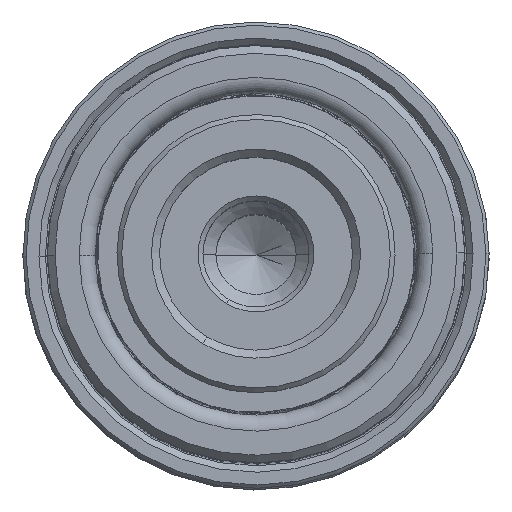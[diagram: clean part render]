
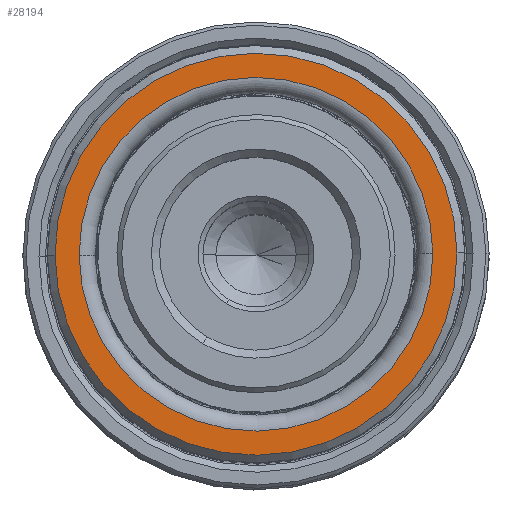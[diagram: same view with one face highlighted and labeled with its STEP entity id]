
A CAD part, top view. The second image highlights one B-rep face of the part: STEP entity #28194.
In plain terms, the highlighted planar face has unit normal (0, 0, 1).
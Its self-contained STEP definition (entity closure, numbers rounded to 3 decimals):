
#2416 = CARTESIAN_POINT ( 'NONE',  ( 11., 0., 35. ) ) ;
#2714 = AXIS2_PLACEMENT_3D ( 'NONE', #9738, #27406, #12262 ) ;
#2758 = VERTEX_POINT ( 'NONE', #22901 ) ;
#2966 = EDGE_LOOP ( 'NONE', ( #16044, #31036 ) ) ;
#3519 = AXIS2_PLACEMENT_3D ( 'NONE', #4357, #22051, #6938 ) ;
#3808 = CARTESIAN_POINT ( 'NONE',  ( 0., 0., 35. ) ) ;
#4357 = CARTESIAN_POINT ( 'NONE',  ( 0., 0., 35. ) ) ;
#5097 = CARTESIAN_POINT ( 'NONE',  ( 12.5, 0., 35. ) ) ;
#6938 = DIRECTION ( 'NONE',  ( 1., 0., 0. ) ) ;
#9738 = CARTESIAN_POINT ( 'NONE',  ( 0., 0., 35. ) ) ;
#10690 = FACE_BOUND ( 'NONE', #2966, .T. ) ;
#10911 = EDGE_CURVE ( 'NONE', #16261, #19046, #16621, .T. ) ;
#11480 = DIRECTION ( 'NONE',  ( 1., 0., 0. ) ) ;
#12262 = DIRECTION ( 'NONE',  ( 1., 0., 0. ) ) ;
#12808 = ORIENTED_EDGE ( 'NONE', *, *, #10911, .T. ) ;
#14448 = CARTESIAN_POINT ( 'NONE',  ( 0., 0., 35. ) ) ;
#14918 = DIRECTION ( 'NONE',  ( 0., 0., 1. ) ) ;
#15942 = CIRCLE ( 'NONE', #31289, 11. ) ;
#16044 = ORIENTED_EDGE ( 'NONE', *, *, #25232, .T. ) ;
#16261 = VERTEX_POINT ( 'NONE', #30608 ) ;
#16621 = CIRCLE ( 'NONE', #19918, 12.5 ) ;
#16971 = DIRECTION ( 'NONE',  ( 1., 0., 0. ) ) ;
#19046 = VERTEX_POINT ( 'NONE', #5097 ) ;
#19918 = AXIS2_PLACEMENT_3D ( 'NONE', #30067, #14918, #32598 ) ;
#21665 = CIRCLE ( 'NONE', #2714, 12.5 ) ;
#22051 = DIRECTION ( 'NONE',  ( 0., 0., -1. ) ) ;
#22618 = VERTEX_POINT ( 'NONE', #2416 ) ;
#22627 = CIRCLE ( 'NONE', #3519, 11. ) ;
#22901 = CARTESIAN_POINT ( 'NONE',  ( -11., 0., 35. ) ) ;
#23406 = ORIENTED_EDGE ( 'NONE', *, *, #32017, .T. ) ;
#23965 = PLANE ( 'NONE',  #25837 ) ;
#25232 = EDGE_CURVE ( 'NONE', #22618, #2758, #15942, .T. ) ;
#25251 = EDGE_CURVE ( 'NONE', #2758, #22618, #22627, .T. ) ;
#25837 = AXIS2_PLACEMENT_3D ( 'NONE', #3808, #26604, #11480 ) ;
#26604 = DIRECTION ( 'NONE',  ( 0., 0., 1. ) ) ;
#26738 = EDGE_LOOP ( 'NONE', ( #12808, #23406 ) ) ;
#27406 = DIRECTION ( 'NONE',  ( 0., 0., 1. ) ) ;
#28194 = ADVANCED_FACE ( 'NONE', ( #10690, #30031 ), #23965, .T. ) ;
#30031 = FACE_OUTER_BOUND ( 'NONE', #26738, .T. ) ;
#30067 = CARTESIAN_POINT ( 'NONE',  ( 0., 0., 35. ) ) ;
#30608 = CARTESIAN_POINT ( 'NONE',  ( -12.5, 0., 35. ) ) ;
#31036 = ORIENTED_EDGE ( 'NONE', *, *, #25251, .T. ) ;
#31289 = AXIS2_PLACEMENT_3D ( 'NONE', #14448, #32112, #16971 ) ;
#32017 = EDGE_CURVE ( 'NONE', #19046, #16261, #21665, .T. ) ;
#32112 = DIRECTION ( 'NONE',  ( 0., 0., -1. ) ) ;
#32598 = DIRECTION ( 'NONE',  ( 1., 0., 0. ) ) ;
